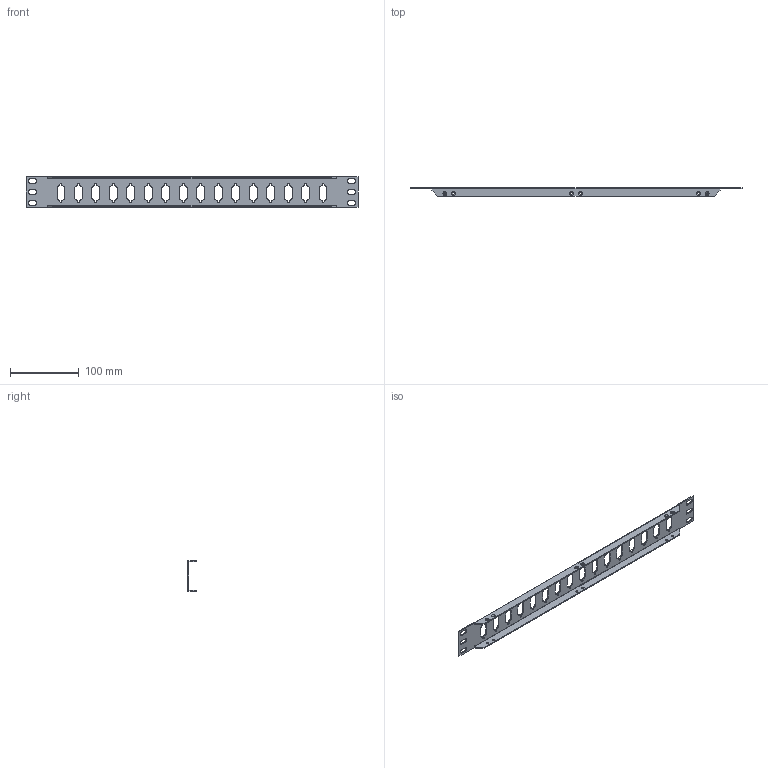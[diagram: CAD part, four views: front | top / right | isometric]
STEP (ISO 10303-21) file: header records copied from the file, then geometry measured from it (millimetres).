
FILE_DESCRIPTION (( 'STEP AP203' ), '1' );
FILE_NAME ('PR175DS916B.STEP', '2015-04-08T18:42:27', ( 'x' ), ( '' ), 'SwSTEP 2.0', 'SolidWorks 2014', '' );
FILE_SCHEMA (( 'CONFIG_CONTROL_DESIGN' ));
Length unit declared in the file: inch
Products named in the file (1): PR175DS916B
Bounding box: 482.6 x 12.7 x 43.94 mm (x, y, z)
Volume: 38852.3 mm3; surface area: 55011.2 mm2
Topology: 1 solids, 1 shells, 773 faces, 2168 edges, 1440 vertices
Faces by surface type: plane 469, bspline 152, cylinder 128, cone 24
Entity records: 30533 total; most frequent: CARTESIAN_POINT 11126, ORIENTED_EDGE 4336, DIRECTION 3412, EDGE_CURVE 2168, LINE 1560, VECTOR 1560, VERTEX_POINT 1440, AXIS2_PLACEMENT_3D 926
